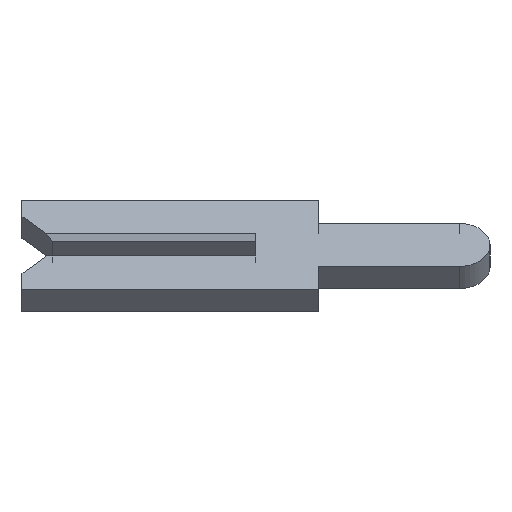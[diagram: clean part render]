
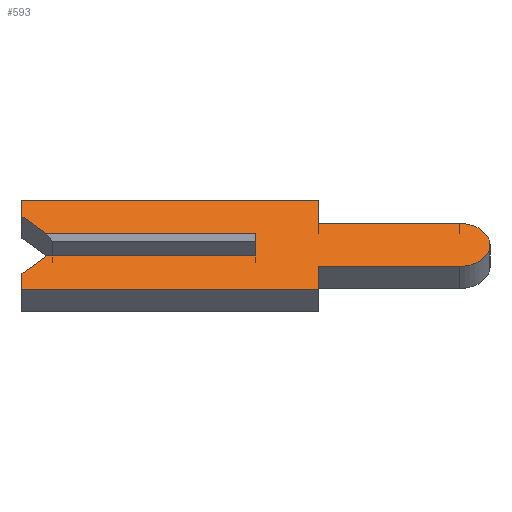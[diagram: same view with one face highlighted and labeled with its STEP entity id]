
A CAD part, left-side view. The second image highlights one B-rep face of the part: STEP entity #593.
In plain terms, the highlighted face is planar.
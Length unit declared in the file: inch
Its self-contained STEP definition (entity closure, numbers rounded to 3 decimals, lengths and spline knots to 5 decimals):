
#12 = ORIENTED_EDGE ( 'NONE', *, *, #1149, .F. ) ;
#15 = FACE_OUTER_BOUND ( 'NONE', #805, .T. ) ;
#24 = ORIENTED_EDGE ( 'NONE', *, *, #403, .T. ) ;
#36 = ORIENTED_EDGE ( 'NONE', *, *, #753, .F. ) ;
#40 = PLANE ( 'NONE',  #441 ) ;
#60 = EDGE_CURVE ( 'NONE', #1120, #548, #1198, .T. ) ;
#68 = CARTESIAN_POINT ( 'NONE',  ( -0.01, -0.04, 0.0195 ) ) ;
#111 = ORIENTED_EDGE ( 'NONE', *, *, #327, .F. ) ;
#116 = VERTEX_POINT ( 'NONE', #533 ) ;
#122 = VECTOR ( 'NONE', #933, 39.37008 ) ;
#135 = EDGE_CURVE ( 'NONE', #946, #536, #715, .T. ) ;
#150 = VERTEX_POINT ( 'NONE', #432 ) ;
#168 = LINE ( 'NONE', #677, #1253 ) ;
#210 = ORIENTED_EDGE ( 'NONE', *, *, #482, .F. ) ;
#225 = LINE ( 'NONE', #1341, #471 ) ;
#271 = CARTESIAN_POINT ( 'NONE',  ( -0.01, -0.04, -0.04 ) ) ;
#287 = ORIENTED_EDGE ( 'NONE', *, *, #1189, .F. ) ;
#296 = DIRECTION ( 'NONE',  ( 1., 0., 0. ) ) ;
#302 = CARTESIAN_POINT ( 'NONE',  ( -0.01, 0.15, 0.026 ) ) ;
#303 = EDGE_CURVE ( 'NONE', #931, #452, #475, .T. ) ;
#315 = LINE ( 'NONE', #1104, #813 ) ;
#322 = CARTESIAN_POINT ( 'NONE',  ( -0.01, 0.15, -0.04 ) ) ;
#327 = EDGE_CURVE ( 'NONE', #426, #499, #1117, .T. ) ;
#342 = VECTOR ( 'NONE', #889, 39.37008 ) ;
#359 = ORIENTED_EDGE ( 'NONE', *, *, #856, .F. ) ;
#397 = VECTOR ( 'NONE', #756, 39.37008 ) ;
#403 = EDGE_CURVE ( 'NONE', #931, #499, #168, .T. ) ;
#410 = CARTESIAN_POINT ( 'NONE',  ( -0.01, -0.04, -0.04 ) ) ;
#415 = CARTESIAN_POINT ( 'NONE',  ( -0.01, -0.1305, 0.0195 ) ) ;
#426 = VERTEX_POINT ( 'NONE', #761 ) ;
#432 = CARTESIAN_POINT ( 'NONE',  ( -0.01, -0.04, 0.0195 ) ) ;
#441 = AXIS2_PLACEMENT_3D ( 'NONE', #988, #564, #978 ) ;
#452 = VERTEX_POINT ( 'NONE', #674 ) ;
#455 = CARTESIAN_POINT ( 'NONE',  ( -0.01, 0., 0.01 ) ) ;
#456 = LINE ( 'NONE', #68, #342 ) ;
#471 = VECTOR ( 'NONE', #1023, 39.37008 ) ;
#475 = LINE ( 'NONE', #1273, #122 ) ;
#481 = CARTESIAN_POINT ( 'NONE',  ( -0.01, 0.134, 0.01 ) ) ;
#482 = EDGE_CURVE ( 'NONE', #548, #426, #574, .T. ) ;
#488 = VECTOR ( 'NONE', #799, 39.37008 ) ;
#489 = ORIENTED_EDGE ( 'NONE', *, *, #1057, .F. ) ;
#499 = VERTEX_POINT ( 'NONE', #455 ) ;
#506 = DIRECTION ( 'NONE',  ( 0., 0., -1. ) ) ;
#510 = VECTOR ( 'NONE', #520, 39.37008 ) ;
#520 = DIRECTION ( 'NONE',  ( 0., 1., 0. ) ) ;
#523 = CIRCLE ( 'NONE', #1288, 0.0195 ) ;
#526 = LINE ( 'NONE', #894, #882 ) ;
#533 = CARTESIAN_POINT ( 'NONE',  ( -0.01, 0.15, 0.04 ) ) ;
#536 = VERTEX_POINT ( 'NONE', #986 ) ;
#548 = VERTEX_POINT ( 'NONE', #870 ) ;
#564 = DIRECTION ( 'NONE',  ( 1., 0., 0. ) ) ;
#574 = LINE ( 'NONE', #1197, #619 ) ;
#586 = VECTOR ( 'NONE', #1030, 39.37008 ) ;
#593 = ADVANCED_FACE ( 'NONE', ( #15 ), #40, .F. ) ;
#596 = DIRECTION ( 'NONE',  ( 0., 0., 1. ) ) ;
#599 = DIRECTION ( 'NONE',  ( 0., -1., 0. ) ) ;
#606 = DIRECTION ( 'NONE',  ( 0., -0.707, 0.707 ) ) ;
#612 = VERTEX_POINT ( 'NONE', #1059 ) ;
#619 = VECTOR ( 'NONE', #1171, 39.37008 ) ;
#674 = CARTESIAN_POINT ( 'NONE',  ( -0.01, 0.15, 0.026 ) ) ;
#677 = CARTESIAN_POINT ( 'NONE',  ( -0.01, 0.15, 0.01 ) ) ;
#702 = LINE ( 'NONE', #302, #488 ) ;
#705 = CARTESIAN_POINT ( 'NONE',  ( -0.01, 0.15, -0.026 ) ) ;
#715 = LINE ( 'NONE', #322, #510 ) ;
#753 = EDGE_CURVE ( 'NONE', #536, #1120, #315, .T. ) ;
#756 = DIRECTION ( 'NONE',  ( 0., 0., 1. ) ) ;
#761 = CARTESIAN_POINT ( 'NONE',  ( -0.01, 0., -0.01 ) ) ;
#799 = DIRECTION ( 'NONE',  ( 0., 0., 1. ) ) ;
#805 = EDGE_LOOP ( 'NONE', ( #24, #111, #210, #1089, #36, #822, #907, #1008, #12, #359, #834, #489, #287, #950 ) ) ;
#813 = VECTOR ( 'NONE', #596, 39.37008 ) ;
#822 = ORIENTED_EDGE ( 'NONE', *, *, #135, .F. ) ;
#826 = EDGE_CURVE ( 'NONE', #1283, #612, #526, .T. ) ;
#831 = CARTESIAN_POINT ( 'NONE',  ( -0.01, -0.1305, -0.0195 ) ) ;
#834 = ORIENTED_EDGE ( 'NONE', *, *, #1115, .F. ) ;
#856 = EDGE_CURVE ( 'NONE', #150, #1267, #456, .T. ) ;
#870 = CARTESIAN_POINT ( 'NONE',  ( -0.01, 0.134, -0.01 ) ) ;
#882 = VECTOR ( 'NONE', #1101, 39.37008 ) ;
#889 = DIRECTION ( 'NONE',  ( 0., -1., 0. ) ) ;
#894 = CARTESIAN_POINT ( 'NONE',  ( -0.01, -0.04, -0.0195 ) ) ;
#907 = ORIENTED_EDGE ( 'NONE', *, *, #1001, .F. ) ;
#931 = VERTEX_POINT ( 'NONE', #481 ) ;
#933 = DIRECTION ( 'NONE',  ( 0., 0.707, 0.707 ) ) ;
#946 = VERTEX_POINT ( 'NONE', #271 ) ;
#950 = ORIENTED_EDGE ( 'NONE', *, *, #303, .F. ) ;
#978 = DIRECTION ( 'NONE',  ( 0., 0., -1. ) ) ;
#986 = CARTESIAN_POINT ( 'NONE',  ( -0.01, 0.15, -0.04 ) ) ;
#988 = CARTESIAN_POINT ( 'NONE',  ( -0.01, -0.1305, 0. ) ) ;
#1001 = EDGE_CURVE ( 'NONE', #612, #946, #1199, .T. ) ;
#1008 = ORIENTED_EDGE ( 'NONE', *, *, #826, .F. ) ;
#1022 = CARTESIAN_POINT ( 'NONE',  ( -0.01, -0.1305, 0. ) ) ;
#1023 = DIRECTION ( 'NONE',  ( 0., 0., -1. ) ) ;
#1030 = DIRECTION ( 'NONE',  ( 0., 0., -1. ) ) ;
#1035 = CARTESIAN_POINT ( 'NONE',  ( -0.01, 0.15, 0.04 ) ) ;
#1057 = EDGE_CURVE ( 'NONE', #116, #1105, #1266, .T. ) ;
#1059 = CARTESIAN_POINT ( 'NONE',  ( -0.01, -0.04, -0.0195 ) ) ;
#1085 = DIRECTION ( 'NONE',  ( 0., -1., 0. ) ) ;
#1089 = ORIENTED_EDGE ( 'NONE', *, *, #60, .F. ) ;
#1101 = DIRECTION ( 'NONE',  ( 0., 1., 0. ) ) ;
#1104 = CARTESIAN_POINT ( 'NONE',  ( -0.01, 0.15, -0.026 ) ) ;
#1105 = VERTEX_POINT ( 'NONE', #1339 ) ;
#1115 = EDGE_CURVE ( 'NONE', #1105, #150, #225, .T. ) ;
#1117 = LINE ( 'NONE', #1150, #397 ) ;
#1120 = VERTEX_POINT ( 'NONE', #705 ) ;
#1135 = CARTESIAN_POINT ( 'NONE',  ( -0.01, 0.1305, -0.0065 ) ) ;
#1149 = EDGE_CURVE ( 'NONE', #1267, #1283, #523, .T. ) ;
#1150 = CARTESIAN_POINT ( 'NONE',  ( -0.01, 0., 0.0065 ) ) ;
#1171 = DIRECTION ( 'NONE',  ( 0., -1., 0. ) ) ;
#1189 = EDGE_CURVE ( 'NONE', #452, #116, #702, .T. ) ;
#1197 = CARTESIAN_POINT ( 'NONE',  ( -0.01, -0.1305, -0.01 ) ) ;
#1198 = LINE ( 'NONE', #1135, #1264 ) ;
#1199 = LINE ( 'NONE', #410, #586 ) ;
#1253 = VECTOR ( 'NONE', #1085, 39.37008 ) ;
#1264 = VECTOR ( 'NONE', #606, 39.37008 ) ;
#1266 = LINE ( 'NONE', #1035, #1329 ) ;
#1267 = VERTEX_POINT ( 'NONE', #415 ) ;
#1273 = CARTESIAN_POINT ( 'NONE',  ( -0.01, 0.1305, 0.0065 ) ) ;
#1283 = VERTEX_POINT ( 'NONE', #831 ) ;
#1288 = AXIS2_PLACEMENT_3D ( 'NONE', #1022, #296, #506 ) ;
#1329 = VECTOR ( 'NONE', #599, 39.37008 ) ;
#1339 = CARTESIAN_POINT ( 'NONE',  ( -0.01, -0.04, 0.04 ) ) ;
#1341 = CARTESIAN_POINT ( 'NONE',  ( -0.01, -0.04, 0.04 ) ) ;
